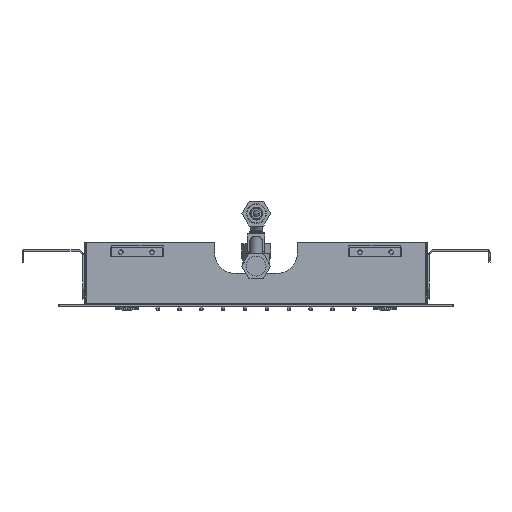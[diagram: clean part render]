
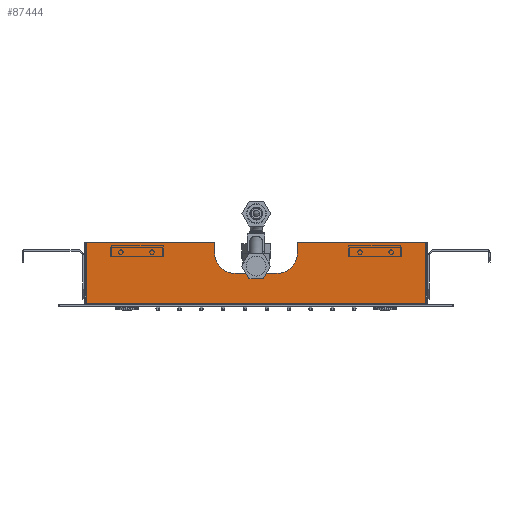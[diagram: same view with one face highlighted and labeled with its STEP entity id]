
A CAD part, front view. The second image highlights one B-rep face of the part: STEP entity #87444.
In plain terms, the highlighted planar face has unit normal (0, -1, 0).
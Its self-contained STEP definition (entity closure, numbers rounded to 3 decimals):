
#8401=LINE('',#146981,#12237);
#8406=LINE('',#146996,#12242);
#8410=LINE('',#147008,#12246);
#8412=LINE('',#147016,#12248);
#8416=LINE('',#147028,#12252);
#8422=LINE('',#147041,#12258);
#8423=LINE('',#147043,#12259);
#8424=LINE('',#147045,#12260);
#8425=LINE('',#147047,#12261);
#8426=LINE('',#147048,#12262);
#8427=LINE('',#147050,#12263);
#8428=LINE('',#147051,#12264);
#12237=VECTOR('',#98914,1000.);
#12242=VECTOR('',#98927,1000.);
#12246=VECTOR('',#98939,1000.);
#12248=VECTOR('',#98949,1000.);
#12252=VECTOR('',#98961,1000.);
#12258=VECTOR('',#98969,1000.);
#12259=VECTOR('',#98972,1000.);
#12260=VECTOR('',#98973,1000.);
#12261=VECTOR('',#98974,1000.);
#12262=VECTOR('',#98975,1000.);
#12263=VECTOR('',#98976,1000.);
#12264=VECTOR('',#98977,1000.);
#15404=PLANE('',#91422);
#23226=ORIENTED_EDGE('',*,*,#38176,.F.);
#23227=ORIENTED_EDGE('',*,*,#38206,.F.);
#23228=ORIENTED_EDGE('',*,*,#38207,.F.);
#23229=ORIENTED_EDGE('',*,*,#38208,.T.);
#23230=ORIENTED_EDGE('',*,*,#38179,.T.);
#23231=ORIENTED_EDGE('',*,*,#38183,.F.);
#23232=ORIENTED_EDGE('',*,*,#38186,.F.);
#23233=ORIENTED_EDGE('',*,*,#38189,.F.);
#23234=ORIENTED_EDGE('',*,*,#38192,.F.);
#23235=ORIENTED_EDGE('',*,*,#38193,.F.);
#23236=ORIENTED_EDGE('',*,*,#38198,.T.);
#23237=ORIENTED_EDGE('',*,*,#38199,.T.);
#23238=ORIENTED_EDGE('',*,*,#38209,.T.);
#23239=ORIENTED_EDGE('',*,*,#38210,.F.);
#23240=ORIENTED_EDGE('',*,*,#38205,.F.);
#23241=ORIENTED_EDGE('',*,*,#38211,.F.);
#38176=EDGE_CURVE('',#46038,#46035,#8401,.T.);
#38179=EDGE_CURVE('',#46042,#46041,#50313,.T.);
#38183=EDGE_CURVE('',#46044,#46041,#8406,.T.);
#38186=EDGE_CURVE('',#46046,#46044,#50315,.T.);
#38189=EDGE_CURVE('',#46048,#46046,#8410,.T.);
#38192=EDGE_CURVE('',#46050,#46048,#50317,.T.);
#38193=EDGE_CURVE('',#46051,#46050,#8412,.T.);
#38198=EDGE_CURVE('',#46051,#46054,#50319,.T.);
#38199=EDGE_CURVE('',#46054,#46055,#8416,.T.);
#38205=EDGE_CURVE('',#46060,#46057,#8422,.T.);
#38206=EDGE_CURVE('',#46061,#46038,#8423,.T.);
#38207=EDGE_CURVE('',#46062,#46061,#8424,.T.);
#38208=EDGE_CURVE('',#46062,#46042,#8425,.T.);
#38209=EDGE_CURVE('',#46055,#46063,#8426,.T.);
#38210=EDGE_CURVE('',#46057,#46063,#8427,.T.);
#38211=EDGE_CURVE('',#46035,#46060,#8428,.T.);
#46035=VERTEX_POINT('',#146975);
#46038=VERTEX_POINT('',#146980);
#46041=VERTEX_POINT('',#146987);
#46042=VERTEX_POINT('',#146989);
#46044=VERTEX_POINT('',#146995);
#46046=VERTEX_POINT('',#147001);
#46048=VERTEX_POINT('',#147007);
#46050=VERTEX_POINT('',#147013);
#46051=VERTEX_POINT('',#147017);
#46054=VERTEX_POINT('',#147025);
#46055=VERTEX_POINT('',#147029);
#46057=VERTEX_POINT('',#147035);
#46060=VERTEX_POINT('',#147040);
#46061=VERTEX_POINT('',#147044);
#46062=VERTEX_POINT('',#147046);
#46063=VERTEX_POINT('',#147049);
#50313=CIRCLE('',#91407,1.);
#50315=CIRCLE('',#91411,20.);
#50317=CIRCLE('',#91415,20.);
#50319=CIRCLE('',#91419,1.);
#53092=EDGE_LOOP('',(#23226,#23227,#23228,#23229,#23230,#23231,#23232,#23233,
#23234,#23235,#23236,#23237,#23238,#23239,#23240,#23241));
#57403=FACE_BOUND('',#53092,.T.);
#87444=ADVANCED_FACE('',(#57403),#15404,.T.);
#91407=AXIS2_PLACEMENT_3D('',#146988,#98920,#98921);
#91411=AXIS2_PLACEMENT_3D('',#147002,#98933,#98934);
#91415=AXIS2_PLACEMENT_3D('',#147014,#98945,#98946);
#91419=AXIS2_PLACEMENT_3D('',#147026,#98957,#98958);
#91422=AXIS2_PLACEMENT_3D('',#147042,#98970,#98971);
#98914=DIRECTION('',(-1.,0.,0.));
#98920=DIRECTION('',(0.,-1.,0.));
#98921=DIRECTION('',(0.,0.,1.));
#98927=DIRECTION('',(0.,0.,1.));
#98933=DIRECTION('',(0.,-1.,0.));
#98934=DIRECTION('',(0.,0.,-1.));
#98939=DIRECTION('',(1.,0.,0.));
#98945=DIRECTION('',(0.,-1.,0.));
#98946=DIRECTION('',(-1.,0.,0.));
#98949=DIRECTION('',(0.,0.,-1.));
#98957=DIRECTION('',(0.,-1.,0.));
#98958=DIRECTION('',(1.,0.,0.));
#98961=DIRECTION('',(-1.,0.,0.));
#98969=DIRECTION('',(-1.,0.,0.));
#98970=DIRECTION('',(0.,-1.,0.));
#98971=DIRECTION('',(-1.,0.,0.));
#98972=DIRECTION('',(-1.,0.,0.));
#98973=DIRECTION('',(0.,0.,-1.));
#98974=DIRECTION('',(-1.,0.,0.));
#98975=DIRECTION('',(0.,0.,-1.));
#98976=DIRECTION('',(-1.,0.,0.));
#98977=DIRECTION('',(-1.,0.,0.));
#146975=CARTESIAN_POINT('',(152.,-165.,3.));
#146980=CARTESIAN_POINT('',(158.,-165.,3.));
#146981=CARTESIAN_POINT('',(158.,-165.,3.));
#146987=CARTESIAN_POINT('',(40.,-165.,61.));
#146988=CARTESIAN_POINT('',(41.,-165.,61.));
#146989=CARTESIAN_POINT('',(41.,-165.,62.));
#146995=CARTESIAN_POINT('',(40.,-165.,52.));
#146996=CARTESIAN_POINT('',(40.,-165.,52.));
#147001=CARTESIAN_POINT('',(20.,-165.,32.));
#147002=CARTESIAN_POINT('',(20.,-165.,52.));
#147007=CARTESIAN_POINT('',(-20.,-165.,32.));
#147008=CARTESIAN_POINT('',(-20.,-165.,32.));
#147013=CARTESIAN_POINT('',(-40.,-165.,52.));
#147014=CARTESIAN_POINT('',(-20.,-165.,52.));
#147016=CARTESIAN_POINT('',(-40.,-165.,61.));
#147017=CARTESIAN_POINT('',(-40.,-165.,61.));
#147025=CARTESIAN_POINT('',(-41.,-165.,62.));
#147026=CARTESIAN_POINT('',(-41.,-165.,61.));
#147028=CARTESIAN_POINT('',(-41.,-165.,62.));
#147029=CARTESIAN_POINT('',(-163.4,-165.,62.));
#147035=CARTESIAN_POINT('',(-158.,-165.,3.));
#147040=CARTESIAN_POINT('',(-152.,-165.,3.));
#147041=CARTESIAN_POINT('',(-152.,-165.,3.));
#147042=CARTESIAN_POINT('',(0.,-165.,32.5));
#147043=CARTESIAN_POINT('',(163.4,-165.,3.));
#147044=CARTESIAN_POINT('',(163.4,-165.,3.));
#147045=CARTESIAN_POINT('',(163.4,-165.,62.));
#147046=CARTESIAN_POINT('',(163.4,-165.,62.));
#147047=CARTESIAN_POINT('',(163.4,-165.,62.));
#147048=CARTESIAN_POINT('',(-163.4,-165.,62.));
#147049=CARTESIAN_POINT('',(-163.4,-165.,3.));
#147050=CARTESIAN_POINT('',(-158.,-165.,3.));
#147051=CARTESIAN_POINT('',(152.,-165.,3.));
